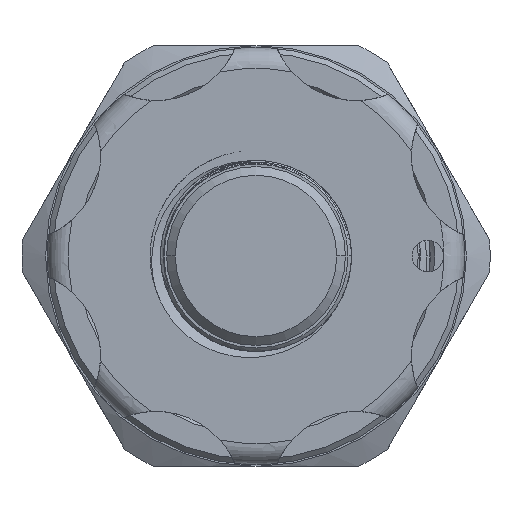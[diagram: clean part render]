
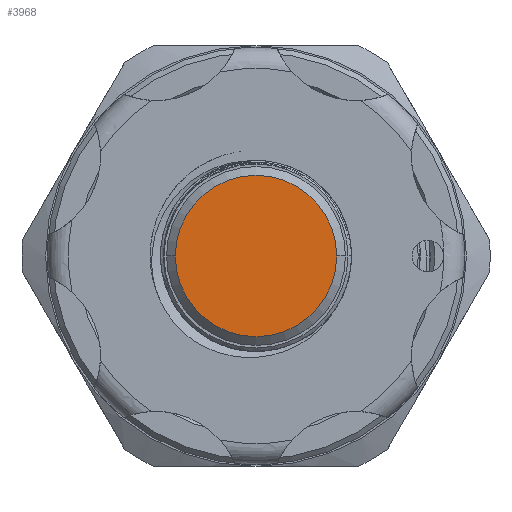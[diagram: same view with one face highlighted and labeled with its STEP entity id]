
A CAD part, left-side view. The second image highlights one B-rep face of the part: STEP entity #3968.
In plain terms, the highlighted planar face has unit normal (-1, 0, 0).
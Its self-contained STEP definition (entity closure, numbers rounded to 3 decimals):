
#259 = PLANE ( 'NONE',  #8826 ) ;
#262 = CARTESIAN_POINT ( 'NONE',  ( -53.854, 0., -5.1 ) ) ;
#263 = DIRECTION ( 'NONE',  ( 1., 0., 0. ) ) ;
#264 = DIRECTION ( 'NONE',  ( 0., -1., 0. ) ) ;
#1850 = CARTESIAN_POINT ( 'NONE',  ( -53.854, -4.6, 0. ) ) ;
#1853 = CARTESIAN_POINT ( 'NONE',  ( -53.854, 4.6, 0. ) ) ;
#1990 = CIRCLE ( 'NONE', #9094, 4.6 ) ;
#2197 = CIRCLE ( 'NONE', #8709, 4.6 ) ;
#2728 = FACE_OUTER_BOUND ( 'NONE', #10562, .T. ) ;
#3110 = CARTESIAN_POINT ( 'NONE',  ( -53.854, 0., 0. ) ) ;
#3111 = DIRECTION ( 'NONE',  ( -1., 0., 0. ) ) ;
#3112 = DIRECTION ( 'NONE',  ( 0., -1., 0. ) ) ;
#3968 = ADVANCED_FACE ( 'NONE', ( #2728 ), #259, .F. ) ;
#7069 = CARTESIAN_POINT ( 'NONE',  ( -53.854, 0., 0. ) ) ;
#7070 = DIRECTION ( 'NONE',  ( -1., 0., 0. ) ) ;
#7071 = DIRECTION ( 'NONE',  ( 0., -1., 0. ) ) ;
#8318 = EDGE_CURVE ( 'NONE', #15636, #15639, #1990, .T. ) ;
#8481 = EDGE_CURVE ( 'NONE', #15639, #15636, #2197, .T. ) ;
#8709 = AXIS2_PLACEMENT_3D ( 'NONE', #7069, #7070, #7071 ) ;
#8826 = AXIS2_PLACEMENT_3D ( 'NONE', #262, #263, #264 ) ;
#9094 = AXIS2_PLACEMENT_3D ( 'NONE', #3110, #3111, #3112 ) ;
#10562 = EDGE_LOOP ( 'NONE', ( #12841, #12835 ) ) ;
#12835 = ORIENTED_EDGE ( 'NONE', *, *, #8481, .T. ) ;
#12841 = ORIENTED_EDGE ( 'NONE', *, *, #8318, .T. ) ;
#15636 = VERTEX_POINT ( 'NONE', #1850 ) ;
#15639 = VERTEX_POINT ( 'NONE', #1853 ) ;
